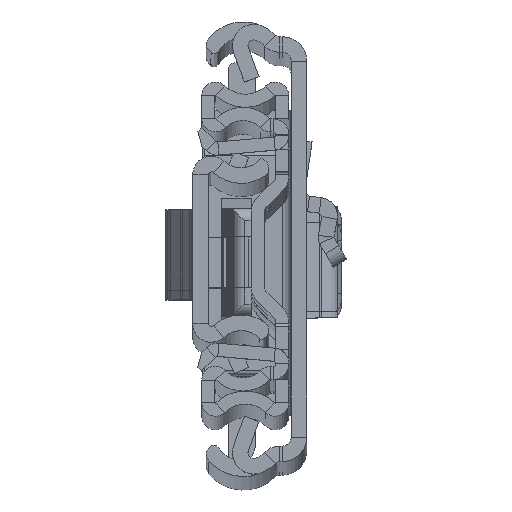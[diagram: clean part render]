
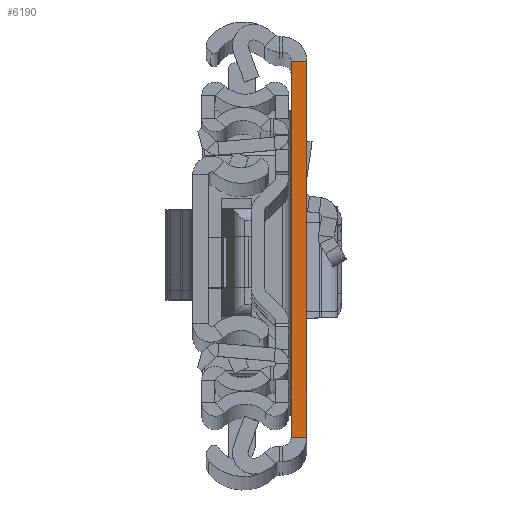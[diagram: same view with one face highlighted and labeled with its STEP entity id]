
A CAD part, top view. The second image highlights one B-rep face of the part: STEP entity #6190.
In plain terms, the highlighted planar face has unit normal (0, 0, 1).
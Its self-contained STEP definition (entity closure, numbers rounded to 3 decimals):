
#742 = LINE ( 'NONE', #5303, #12320 ) ;
#768 = CARTESIAN_POINT ( 'NONE',  ( 2.6, 31.5, 0. ) ) ;
#892 = EDGE_CURVE ( 'NONE', #17053, #15617, #742, .T. ) ;
#1675 = VERTEX_POINT ( 'NONE', #8794 ) ;
#2978 = CARTESIAN_POINT ( 'NONE',  ( 2.6, -31.5, 0. ) ) ;
#4437 = ORIENTED_EDGE ( 'NONE', *, *, #18316, .F. ) ;
#4531 = CARTESIAN_POINT ( 'NONE',  ( 0., -31.5, 0. ) ) ;
#4838 = DIRECTION ( 'NONE',  ( 0., 1., 0. ) ) ;
#5303 = CARTESIAN_POINT ( 'NONE',  ( 2.6, -31.5, 0. ) ) ;
#5842 = DIRECTION ( 'NONE',  ( 0., 1., 0. ) ) ;
#6049 = EDGE_CURVE ( 'NONE', #8106, #17053, #16439, .T. ) ;
#6190 = ADVANCED_FACE ( 'NONE', ( #6230 ), #10973, .F. ) ;
#6230 = FACE_OUTER_BOUND ( 'NONE', #15509, .T. ) ;
#6821 = DIRECTION ( 'NONE',  ( 1., 0., 0. ) ) ;
#7534 = CARTESIAN_POINT ( 'NONE',  ( 0., -31.5, 0. ) ) ;
#8106 = VERTEX_POINT ( 'NONE', #4531 ) ;
#8794 = CARTESIAN_POINT ( 'NONE',  ( 0., 31.5, 0. ) ) ;
#10689 = CARTESIAN_POINT ( 'NONE',  ( 2.6, -31.5, 0. ) ) ;
#10973 = PLANE ( 'NONE',  #14227 ) ;
#11214 = ORIENTED_EDGE ( 'NONE', *, *, #18772, .F. ) ;
#11792 = LINE ( 'NONE', #7534, #18852 ) ;
#12320 = VECTOR ( 'NONE', #17392, 1000. ) ;
#12367 = DIRECTION ( 'NONE',  ( 0., 0., -1. ) ) ;
#12639 = VECTOR ( 'NONE', #16639, 1000. ) ;
#13820 = CARTESIAN_POINT ( 'NONE',  ( 2.6, 31.5, 0. ) ) ;
#14227 = AXIS2_PLACEMENT_3D ( 'NONE', #10689, #12367, #4838 ) ;
#14346 = LINE ( 'NONE', #768, #16947 ) ;
#15509 = EDGE_LOOP ( 'NONE', ( #4437, #11214, #17529, #16187 ) ) ;
#15617 = VERTEX_POINT ( 'NONE', #13820 ) ;
#16187 = ORIENTED_EDGE ( 'NONE', *, *, #892, .T. ) ;
#16395 = CARTESIAN_POINT ( 'NONE',  ( 2.6, -31.5, 0. ) ) ;
#16439 = LINE ( 'NONE', #2978, #12639 ) ;
#16639 = DIRECTION ( 'NONE',  ( 1., 0., 0. ) ) ;
#16947 = VECTOR ( 'NONE', #6821, 1000. ) ;
#17053 = VERTEX_POINT ( 'NONE', #16395 ) ;
#17392 = DIRECTION ( 'NONE',  ( 0., 1., 0. ) ) ;
#17529 = ORIENTED_EDGE ( 'NONE', *, *, #6049, .T. ) ;
#18316 = EDGE_CURVE ( 'NONE', #1675, #15617, #14346, .T. ) ;
#18772 = EDGE_CURVE ( 'NONE', #8106, #1675, #11792, .T. ) ;
#18852 = VECTOR ( 'NONE', #5842, 1000. ) ;
